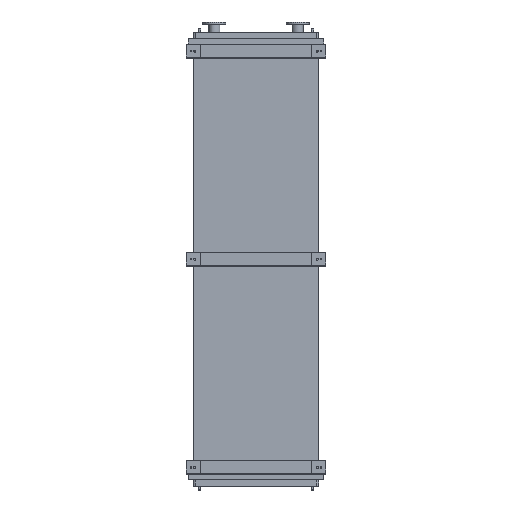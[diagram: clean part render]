
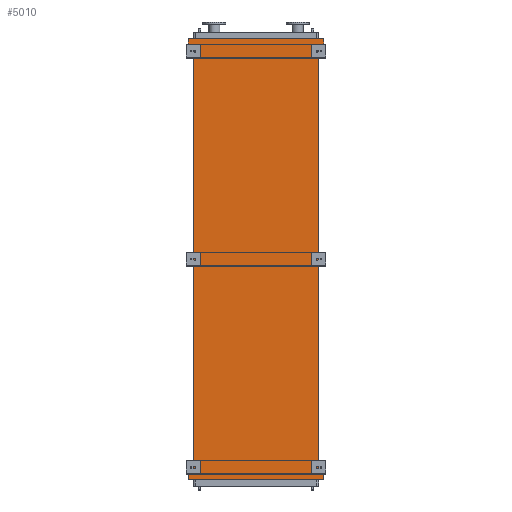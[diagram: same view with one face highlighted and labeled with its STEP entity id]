
A CAD part, front view. The second image highlights one B-rep face of the part: STEP entity #5010.
In plain terms, the highlighted planar face has unit normal (0, -1, 0).
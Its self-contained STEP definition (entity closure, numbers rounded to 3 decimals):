
#951 = CARTESIAN_POINT ( 'NONE',  ( -605., 0., -4050. ) ) ;
#1006 = CARTESIAN_POINT ( 'NONE',  ( 651., 0., -4103. ) ) ;
#1078 = LINE ( 'NONE', #16048, #26894 ) ;
#2072 = ORIENTED_EDGE ( 'NONE', *, *, #20331, .F. ) ;
#2842 = LINE ( 'NONE', #1006, #21934 ) ;
#3574 = DIRECTION ( 'NONE',  ( 0., 0., -1. ) ) ;
#3720 = ORIENTED_EDGE ( 'NONE', *, *, #31980, .F. ) ;
#5010 = ADVANCED_FACE ( 'NONE', ( #28639 ), #15941, .T. ) ;
#5299 = EDGE_LOOP ( 'NONE', ( #13820, #2072, #15370, #3720, #16910, #17713, #30992, #25134, #13475, #20101, #9256, #22399 ) ) ;
#5659 = CARTESIAN_POINT ( 'NONE',  ( 651., 0., -4103. ) ) ;
#6198 = LINE ( 'NONE', #21400, #11248 ) ;
#6773 = VERTEX_POINT ( 'NONE', #8922 ) ;
#7290 = DIRECTION ( 'NONE',  ( 0., 0., 1. ) ) ;
#7694 = VERTEX_POINT ( 'NONE', #18683 ) ;
#7734 = VECTOR ( 'NONE', #16514, 1000. ) ;
#7897 = VERTEX_POINT ( 'NONE', #31603 ) ;
#8096 = CARTESIAN_POINT ( 'NONE',  ( -651., 0., -4145. ) ) ;
#8711 = EDGE_CURVE ( 'NONE', #25627, #7897, #30868, .T. ) ;
#8922 = CARTESIAN_POINT ( 'NONE',  ( 651., 0., -4145. ) ) ;
#9089 = DIRECTION ( 'NONE',  ( 0.655, 0., 0.755 ) ) ;
#9256 = ORIENTED_EDGE ( 'NONE', *, *, #23378, .F. ) ;
#9722 = LINE ( 'NONE', #24909, #28730 ) ;
#11105 = VERTEX_POINT ( 'NONE', #28117 ) ;
#11248 = VECTOR ( 'NONE', #18914, 1000. ) ;
#11315 = VECTOR ( 'NONE', #22319, 1000. ) ;
#12035 = CARTESIAN_POINT ( 'NONE',  ( 651., 0., -4145. ) ) ;
#12076 = CARTESIAN_POINT ( 'NONE',  ( -651., 0., -4103. ) ) ;
#12794 = CARTESIAN_POINT ( 'NONE',  ( -651., 0., 95. ) ) ;
#12854 = CARTESIAN_POINT ( 'NONE',  ( 605., 0., -4050. ) ) ;
#13475 = ORIENTED_EDGE ( 'NONE', *, *, #22579, .F. ) ;
#13739 = CARTESIAN_POINT ( 'NONE',  ( 605., 0., 0. ) ) ;
#13745 = VERTEX_POINT ( 'NONE', #12076 ) ;
#13820 = ORIENTED_EDGE ( 'NONE', *, *, #18823, .T. ) ;
#14299 = CARTESIAN_POINT ( 'NONE',  ( 651., 0., 53. ) ) ;
#14488 = DIRECTION ( 'NONE',  ( -1., 0., 0. ) ) ;
#14861 = VERTEX_POINT ( 'NONE', #13739 ) ;
#15370 = ORIENTED_EDGE ( 'NONE', *, *, #20704, .F. ) ;
#15941 = PLANE ( 'NONE',  #19773 ) ;
#16048 = CARTESIAN_POINT ( 'NONE',  ( 605., 0., -4050. ) ) ;
#16125 = VECTOR ( 'NONE', #14488, 1000. ) ;
#16514 = DIRECTION ( 'NONE',  ( -0.655, 0., 0.755 ) ) ;
#16910 = ORIENTED_EDGE ( 'NONE', *, *, #21300, .F. ) ;
#17430 = VERTEX_POINT ( 'NONE', #12794 ) ;
#17607 = CARTESIAN_POINT ( 'NONE',  ( -651., 0., 53. ) ) ;
#17650 = VECTOR ( 'NONE', #30275, 1000. ) ;
#17713 = ORIENTED_EDGE ( 'NONE', *, *, #21722, .F. ) ;
#18462 = DIRECTION ( 'NONE',  ( 0., -1., 0. ) ) ;
#18654 = LINE ( 'NONE', #24711, #11315 ) ;
#18683 = CARTESIAN_POINT ( 'NONE',  ( 651., 0., 95. ) ) ;
#18823 = EDGE_CURVE ( 'NONE', #22475, #14861, #1078, .T. ) ;
#18900 = LINE ( 'NONE', #8096, #31353 ) ;
#18914 = DIRECTION ( 'NONE',  ( 0., 0., -1. ) ) ;
#19773 = AXIS2_PLACEMENT_3D ( 'NONE', #951, #18462, #3574 ) ;
#20101 = ORIENTED_EDGE ( 'NONE', *, *, #22956, .F. ) ;
#20176 = VECTOR ( 'NONE', #7290, 1000. ) ;
#20331 = EDGE_CURVE ( 'NONE', #22397, #14861, #9722, .T. ) ;
#20704 = EDGE_CURVE ( 'NONE', #7694, #22397, #6198, .T. ) ;
#21300 = EDGE_CURVE ( 'NONE', #25319, #17430, #25211, .T. ) ;
#21400 = CARTESIAN_POINT ( 'NONE',  ( 651., 0., 95. ) ) ;
#21722 = EDGE_CURVE ( 'NONE', #7897, #25319, #28320, .T. ) ;
#21934 = VECTOR ( 'NONE', #28539, 1000. ) ;
#22319 = DIRECTION ( 'NONE',  ( 1., 0., 0. ) ) ;
#22334 = EDGE_CURVE ( 'NONE', #13745, #25627, #25147, .T. ) ;
#22397 = VERTEX_POINT ( 'NONE', #14299 ) ;
#22399 = ORIENTED_EDGE ( 'NONE', *, *, #23802, .F. ) ;
#22475 = VERTEX_POINT ( 'NONE', #29584 ) ;
#22579 = EDGE_CURVE ( 'NONE', #11105, #13745, #18900, .T. ) ;
#22956 = EDGE_CURVE ( 'NONE', #6773, #11105, #29391, .T. ) ;
#23378 = EDGE_CURVE ( 'NONE', #28441, #6773, #2842, .T. ) ;
#23802 = EDGE_CURVE ( 'NONE', #22475, #28441, #30930, .T. ) ;
#23871 = CARTESIAN_POINT ( 'NONE',  ( -651., 0., -4103. ) ) ;
#24185 = VECTOR ( 'NONE', #29076, 1000. ) ;
#24711 = CARTESIAN_POINT ( 'NONE',  ( -651., 0., 95. ) ) ;
#24909 = CARTESIAN_POINT ( 'NONE',  ( 651., 0., 53. ) ) ;
#25134 = ORIENTED_EDGE ( 'NONE', *, *, #22334, .F. ) ;
#25147 = LINE ( 'NONE', #23871, #31002 ) ;
#25211 = LINE ( 'NONE', #29552, #20176 ) ;
#25319 = VERTEX_POINT ( 'NONE', #17607 ) ;
#25627 = VERTEX_POINT ( 'NONE', #26203 ) ;
#26203 = CARTESIAN_POINT ( 'NONE',  ( -605., 0., -4050. ) ) ;
#26578 = CARTESIAN_POINT ( 'NONE',  ( -605., 0., -4050. ) ) ;
#26894 = VECTOR ( 'NONE', #28398, 1000. ) ;
#27563 = DIRECTION ( 'NONE',  ( -0.655, 0., -0.755 ) ) ;
#28117 = CARTESIAN_POINT ( 'NONE',  ( -651., 0., -4145. ) ) ;
#28320 = LINE ( 'NONE', #31450, #7734 ) ;
#28398 = DIRECTION ( 'NONE',  ( 0., 0., 1. ) ) ;
#28441 = VERTEX_POINT ( 'NONE', #5659 ) ;
#28539 = DIRECTION ( 'NONE',  ( 0., 0., -1. ) ) ;
#28639 = FACE_OUTER_BOUND ( 'NONE', #5299, .T. ) ;
#28730 = VECTOR ( 'NONE', #27563, 1000. ) ;
#29076 = DIRECTION ( 'NONE',  ( 0., 0., 1. ) ) ;
#29391 = LINE ( 'NONE', #12035, #16125 ) ;
#29552 = CARTESIAN_POINT ( 'NONE',  ( -651., 0., 53. ) ) ;
#29584 = CARTESIAN_POINT ( 'NONE',  ( 605., 0., -4050. ) ) ;
#30275 = DIRECTION ( 'NONE',  ( 0.655, 0., -0.755 ) ) ;
#30459 = DIRECTION ( 'NONE',  ( 0., 0., 1. ) ) ;
#30868 = LINE ( 'NONE', #26578, #24185 ) ;
#30930 = LINE ( 'NONE', #12854, #17650 ) ;
#30992 = ORIENTED_EDGE ( 'NONE', *, *, #8711, .F. ) ;
#31002 = VECTOR ( 'NONE', #9089, 1000. ) ;
#31353 = VECTOR ( 'NONE', #30459, 1000. ) ;
#31450 = CARTESIAN_POINT ( 'NONE',  ( -605., 0., 0. ) ) ;
#31603 = CARTESIAN_POINT ( 'NONE',  ( -605., 0., 0. ) ) ;
#31980 = EDGE_CURVE ( 'NONE', #17430, #7694, #18654, .T. ) ;
